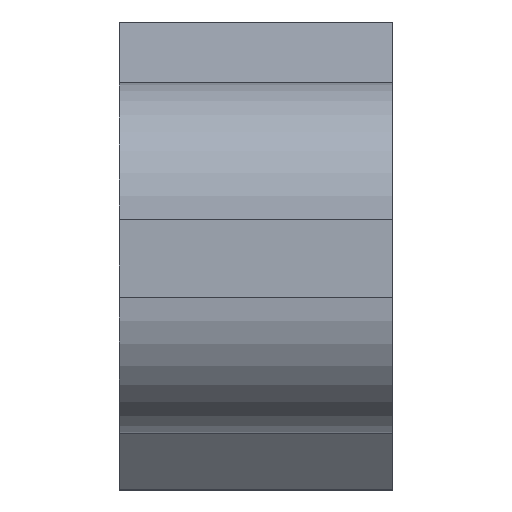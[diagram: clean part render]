
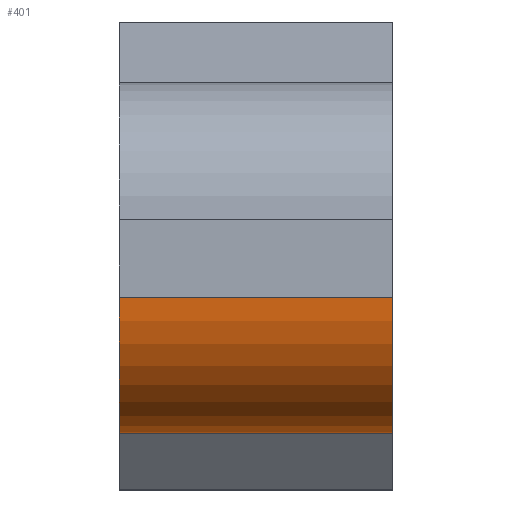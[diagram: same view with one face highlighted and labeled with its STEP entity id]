
A CAD part, left-side view. The second image highlights one B-rep face of the part: STEP entity #401.
In plain terms, the highlighted cylindrical face has radius 3.5 mm (diameter 7 mm), a partial arc.
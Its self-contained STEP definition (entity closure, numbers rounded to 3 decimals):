
#25=CIRCLE('',#438,3.5);
#26=CIRCLE('',#440,3.5);
#28=CYLINDRICAL_SURFACE('',#439,3.5);
#41=FACE_OUTER_BOUND('',#63,.T.);
#63=EDGE_LOOP('',(#325,#326,#327,#328));
#111=LINE('',#642,#161);
#112=LINE('',#643,#162);
#161=VECTOR('',#525,10.);
#162=VECTOR('',#526,10.);
#197=VERTEX_POINT('',#625);
#198=VERTEX_POINT('',#627);
#203=VERTEX_POINT('',#639);
#204=VERTEX_POINT('',#640);
#244=EDGE_CURVE('',#198,#197,#25,.T.);
#250=EDGE_CURVE('',#203,#204,#26,.T.);
#251=EDGE_CURVE('',#204,#198,#111,.T.);
#252=EDGE_CURVE('',#197,#203,#112,.T.);
#325=ORIENTED_EDGE('',*,*,#250,.T.);
#326=ORIENTED_EDGE('',*,*,#251,.T.);
#327=ORIENTED_EDGE('',*,*,#244,.T.);
#328=ORIENTED_EDGE('',*,*,#252,.T.);
#401=ADVANCED_FACE('',(#41),#28,.T.);
#438=AXIS2_PLACEMENT_3D('',#628,#514,#515);
#439=AXIS2_PLACEMENT_3D('',#638,#521,#522);
#440=AXIS2_PLACEMENT_3D('',#641,#523,#524);
#514=DIRECTION('center_axis',(0.,1.,0.));
#515=DIRECTION('ref_axis',(-0.707,0.,-0.707));
#521=DIRECTION('center_axis',(0.,1.,0.));
#522=DIRECTION('ref_axis',(-0.707,0.,-0.707));
#523=DIRECTION('center_axis',(0.,-1.,0.));
#524=DIRECTION('ref_axis',(-0.707,0.,-0.707));
#525=DIRECTION('',(0.,-1.,0.));
#526=DIRECTION('',(0.,1.,0.));
#625=CARTESIAN_POINT('',(-45.,0.,0.));
#627=CARTESIAN_POINT('',(-41.5,0.,-3.5));
#628=CARTESIAN_POINT('Origin',(-41.5,0.,0.));
#638=CARTESIAN_POINT('Origin',(-41.5,0.,0.));
#639=CARTESIAN_POINT('',(-45.,7.,0.));
#640=CARTESIAN_POINT('',(-41.5,7.,-3.5));
#641=CARTESIAN_POINT('Origin',(-41.5,7.,0.));
#642=CARTESIAN_POINT('',(-41.5,0.,-3.5));
#643=CARTESIAN_POINT('',(-45.,0.,0.));
